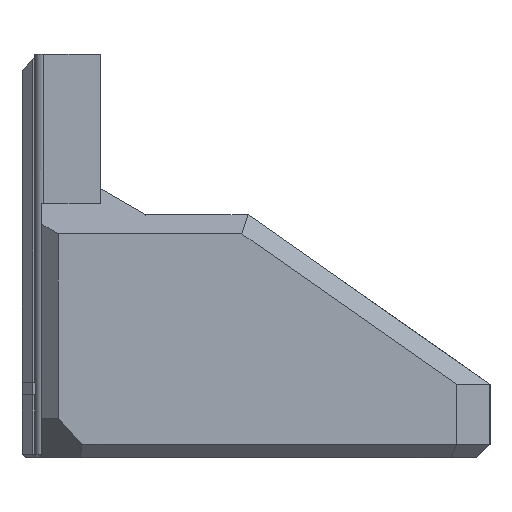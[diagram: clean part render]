
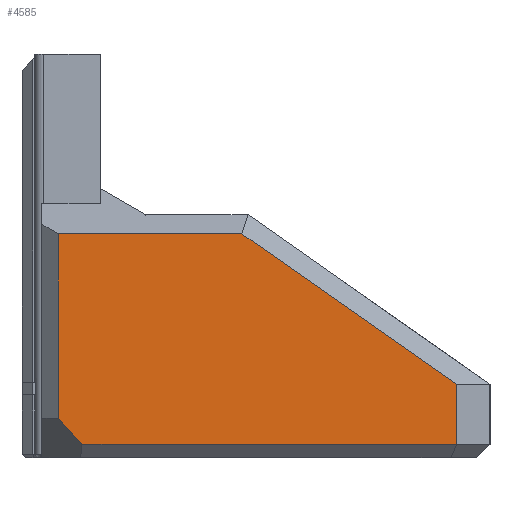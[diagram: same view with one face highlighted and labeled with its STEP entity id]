
A CAD part, left-side view. The second image highlights one B-rep face of the part: STEP entity #4585.
In plain terms, the highlighted planar face has unit normal (-1, 0, 0).
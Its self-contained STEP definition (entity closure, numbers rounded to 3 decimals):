
#428=FACE_OUTER_BOUND('',#690,.T.);
#690=EDGE_LOOP('',(#3667,#3668,#3669,#3670,#3671,#3672));
#1092=LINE('',#7533,#1588);
#1100=LINE('',#7548,#1596);
#1125=LINE('',#7598,#1621);
#1126=LINE('',#7600,#1622);
#1127=LINE('',#7602,#1623);
#1128=LINE('',#7603,#1624);
#1588=VECTOR('',#5824,10.);
#1596=VECTOR('',#5840,10.);
#1621=VECTOR('',#5887,10.);
#1622=VECTOR('',#5888,10.);
#1623=VECTOR('',#5889,10.);
#1624=VECTOR('',#5890,10.);
#2088=VERTEX_POINT('',#7531);
#2089=VERTEX_POINT('',#7532);
#2092=VERTEX_POINT('',#7547);
#2106=VERTEX_POINT('',#7597);
#2107=VERTEX_POINT('',#7599);
#2108=VERTEX_POINT('',#7601);
#2653=EDGE_CURVE('',#2088,#2089,#1092,.T.);
#2661=EDGE_CURVE('',#2089,#2092,#1100,.T.);
#2686=EDGE_CURVE('',#2088,#2106,#1125,.T.);
#2687=EDGE_CURVE('',#2106,#2107,#1126,.T.);
#2688=EDGE_CURVE('',#2107,#2108,#1127,.T.);
#2689=EDGE_CURVE('',#2092,#2108,#1128,.T.);
#3667=ORIENTED_EDGE('',*,*,#2653,.F.);
#3668=ORIENTED_EDGE('',*,*,#2686,.T.);
#3669=ORIENTED_EDGE('',*,*,#2687,.T.);
#3670=ORIENTED_EDGE('',*,*,#2688,.T.);
#3671=ORIENTED_EDGE('',*,*,#2689,.F.);
#3672=ORIENTED_EDGE('',*,*,#2661,.F.);
#4342=PLANE('',#4943);
#4585=ADVANCED_FACE('',(#428),#4342,.T.);
#4943=AXIS2_PLACEMENT_3D('',#7596,#5885,#5886);
#5824=DIRECTION('',(0.,1.,0.));
#5840=DIRECTION('',(0.,0.669,0.743));
#5885=DIRECTION('center_axis',(-1.,0.,0.));
#5886=DIRECTION('ref_axis',(0.,1.,0.));
#5887=DIRECTION('',(0.,0.,1.));
#5888=DIRECTION('',(0.,0.819,0.574));
#5889=DIRECTION('',(0.,1.,0.));
#5890=DIRECTION('',(0.,0.,1.));
#7531=CARTESIAN_POINT('',(-25.5,-17.5,-6.7));
#7532=CARTESIAN_POINT('',(-25.5,24.05,-6.7));
#7533=CARTESIAN_POINT('',(-25.5,-6.375,-6.7));
#7547=CARTESIAN_POINT('',(-25.5,26.66,-3.8));
#7548=CARTESIAN_POINT('',(-25.5,17.156,-14.36));
#7596=CARTESIAN_POINT('Origin',(-25.5,-17.5,0.));
#7597=CARTESIAN_POINT('',(-25.5,-17.5,-0.017));
#7598=CARTESIAN_POINT('',(-25.5,-17.5,0.));
#7599=CARTESIAN_POINT('',(-25.5,6.305,16.651));
#7600=CARTESIAN_POINT('',(-25.5,-4.452,9.119));
#7601=CARTESIAN_POINT('',(-25.5,26.66,16.651));
#7602=CARTESIAN_POINT('',(-25.5,5.9,16.651));
#7603=CARTESIAN_POINT('',(-25.5,26.66,0.));
